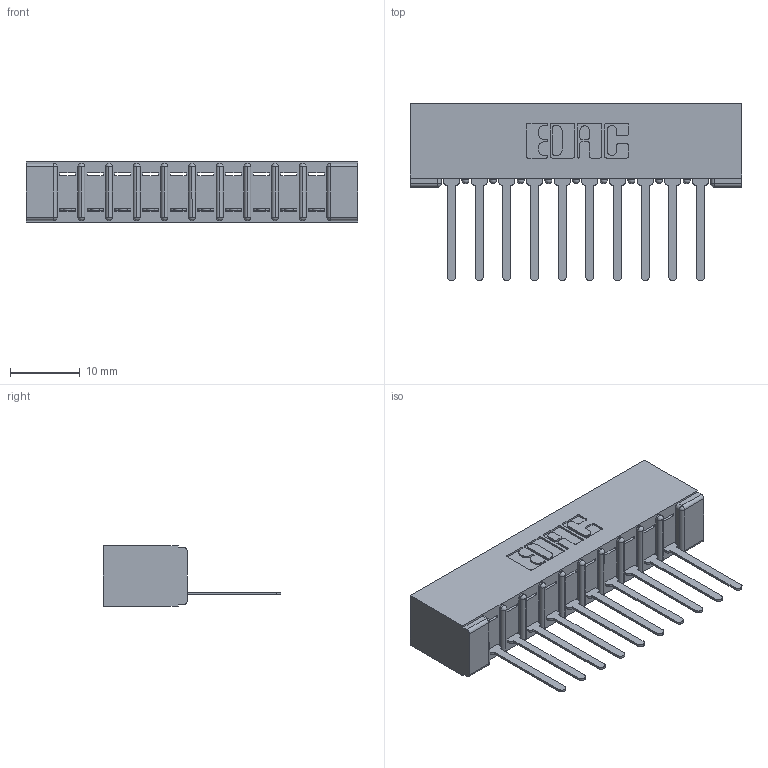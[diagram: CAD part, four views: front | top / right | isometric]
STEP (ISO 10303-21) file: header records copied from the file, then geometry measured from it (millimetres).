
FILE_DESCRIPTION (( 'STEP AP203' ), '1' );
FILE_NAME ('307-010-447-101.STEP', '2020-09-25T07:20:32', ( '' ), ( '' ), 'SwSTEP 2.0', 'SolidWorks 2020', '' );
FILE_SCHEMA (( 'CONFIG_CONTROL_DESIGN' ));
Length unit declared in the file: inch
Products named in the file (3): 307-010-447-101; 307 Part_No Mounting Lugs; 307-290-001_547
Assembly tree (11 placements, depth 2):
  307-010-447-101
    307 Part_No Mounting Lugs
    307-290-001_547  x10
Bounding box: 47.5 x 25.43 x 8.71 mm (x, y, z)
Volume: 3250.5 mm3; surface area: 5037.2 mm2
Topology: 11 solids, 11 shells, 681 faces, 1919 edges, 1234 vertices
Faces by surface type: plane 436, cylinder 223, sphere 22
Entity records: 12208 total; most frequent: CARTESIAN_POINT 2044, ORIENTED_EDGE 2030, DIRECTION 2005, EDGE_CURVE 1015, VECTOR 767, LINE 767, VERTEX_POINT 658, AXIS2_PLACEMENT_3D 619
